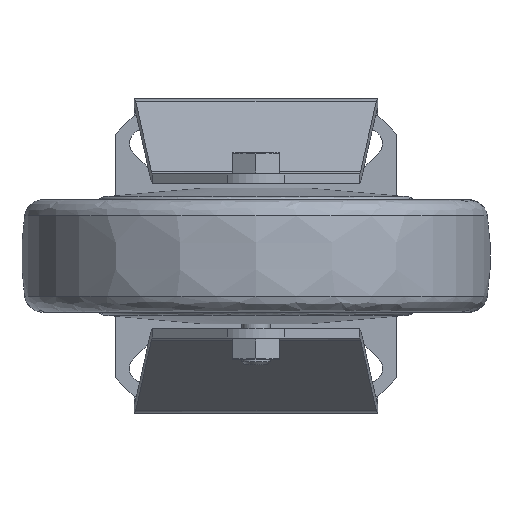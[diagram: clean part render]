
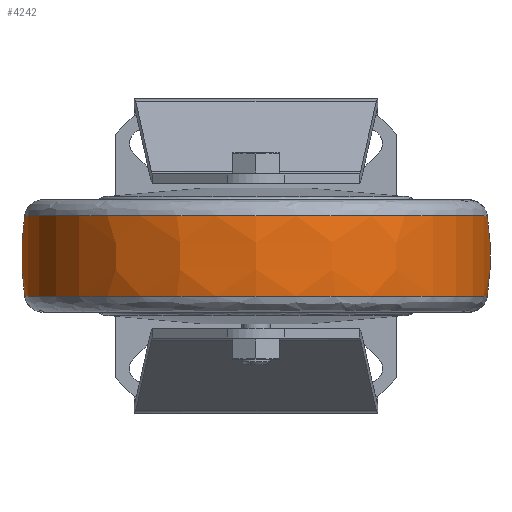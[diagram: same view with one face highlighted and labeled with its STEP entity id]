
A CAD part, front view. The second image highlights one B-rep face of the part: STEP entity #4242.
In plain terms, the highlighted free-form (B-spline) face has degree [3, 3] with [4, 4] control points.
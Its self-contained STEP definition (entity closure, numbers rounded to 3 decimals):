
#2888 = FACE_OUTER_BOUND ( 'NONE', #4255, .T. ) ;
#2895 = CARTESIAN_POINT ( 'NONE',  ( 49.363, 0., 8.591 ) ) ;
#2913 =( BOUNDED_SURFACE ( )  B_SPLINE_SURFACE ( 3, 3, ( 
 ( #2924, #2923, #2970, #2969 ),
 ( #2968, #2967, #2966, #2965 ),
 ( #2964, #2963, #2961, #2960 ),
 ( #2959, #2958, #2957, #2956 ) ),
 .UNSPECIFIED., .F., .F., .F. ) 
 B_SPLINE_SURFACE_WITH_KNOTS ( ( 4, 4 ),
 ( 4, 4 ),
 ( 0., 1. ),
 ( 0., 1. ),
 .UNSPECIFIED. ) 
 GEOMETRIC_REPRESENTATION_ITEM ( )  RATIONAL_B_SPLINE_SURFACE ( (
 ( 1., 0.333, 0.333, 1.),
 ( 0.993, 0.331, 0.331, 0.993),
 ( 0.993, 0.331, 0.331, 0.993),
 ( 1., 0.333, 0.333, 1.) ) ) 
 REPRESENTATION_ITEM ( '' )  SURFACE ( )  );
#2918 = AXIS2_PLACEMENT_3D ( 'NONE', #2928, #2926, #2925 ) ;
#2923 = CARTESIAN_POINT ( 'NONE',  ( 49.363, -98.725, -8.591 ) ) ;
#2924 = CARTESIAN_POINT ( 'NONE',  ( 49.363, 0., -8.591 ) ) ;
#2925 = DIRECTION ( 'NONE',  ( 1., 0., 0. ) ) ;
#2926 = DIRECTION ( 'NONE',  ( 0., -1., 0. ) ) ;
#2928 = CARTESIAN_POINT ( 'NONE',  ( -8.162, 0., 0. ) ) ;
#2930 = CIRCLE ( 'NONE', #2918, 58.163 ) ;
#2931 = CARTESIAN_POINT ( 'NONE',  ( -49.363, 0., 8.591 ) ) ;
#2941 = CARTESIAN_POINT ( 'NONE',  ( 49.363, 0., -8.591 ) ) ;
#2947 = CIRCLE ( 'NONE', #2995, 49.363 ) ;
#2956 = CARTESIAN_POINT ( 'NONE',  ( -49.363, 0., 8.591 ) ) ;
#2957 = CARTESIAN_POINT ( 'NONE',  ( -49.363, -98.725, 8.591 ) ) ;
#2958 = CARTESIAN_POINT ( 'NONE',  ( 49.363, -98.725, 8.591 ) ) ;
#2959 = CARTESIAN_POINT ( 'NONE',  ( 49.363, 0., 8.591 ) ) ;
#2960 = CARTESIAN_POINT ( 'NONE',  ( -50.215, 0., 2.885 ) ) ;
#2961 = CARTESIAN_POINT ( 'NONE',  ( -50.215, -100.429, 2.885 ) ) ;
#2963 = CARTESIAN_POINT ( 'NONE',  ( 50.215, -100.429, 2.885 ) ) ;
#2964 = CARTESIAN_POINT ( 'NONE',  ( 50.215, 0., 2.885 ) ) ;
#2965 = CARTESIAN_POINT ( 'NONE',  ( -50.215, 0., -2.885 ) ) ;
#2966 = CARTESIAN_POINT ( 'NONE',  ( -50.215, -100.429, -2.885 ) ) ;
#2967 = CARTESIAN_POINT ( 'NONE',  ( 50.215, -100.429, -2.885 ) ) ;
#2968 = CARTESIAN_POINT ( 'NONE',  ( 50.215, 0., -2.885 ) ) ;
#2969 = CARTESIAN_POINT ( 'NONE',  ( -49.363, 0., -8.591 ) ) ;
#2970 = CARTESIAN_POINT ( 'NONE',  ( -49.363, -98.725, -8.591 ) ) ;
#2979 = CIRCLE ( 'NONE', #4257, 58.163 ) ;
#2990 = DIRECTION ( 'NONE',  ( -1., 0., 0. ) ) ;
#2991 = DIRECTION ( 'NONE',  ( 0., 0., 1. ) ) ;
#2992 = CARTESIAN_POINT ( 'NONE',  ( 0., 0., -8.591 ) ) ;
#2995 = AXIS2_PLACEMENT_3D ( 'NONE', #2992, #2991, #2990 ) ;
#3001 = CARTESIAN_POINT ( 'NONE',  ( -49.363, 0., -8.591 ) ) ;
#3009 = DIRECTION ( 'NONE',  ( -1., 0., 0. ) ) ;
#3010 = CARTESIAN_POINT ( 'NONE',  ( 0., 0., 8.591 ) ) ;
#3014 = AXIS2_PLACEMENT_3D ( 'NONE', #3010, #3015, #3009 ) ;
#3015 = DIRECTION ( 'NONE',  ( 0., 0., -1. ) ) ;
#3020 = CIRCLE ( 'NONE', #3014, 49.363 ) ;
#4171 = DIRECTION ( 'NONE',  ( -1., 0., 0. ) ) ;
#4210 = ORIENTED_EDGE ( 'NONE', *, *, #4244, .T. ) ;
#4231 = VERTEX_POINT ( 'NONE', #2895 ) ;
#4242 = ADVANCED_FACE ( 'NONE', ( #2888 ), #2913, .T. ) ;
#4244 = EDGE_CURVE ( 'NONE', #4251, #4231, #2930, .T. ) ;
#4248 = VERTEX_POINT ( 'NONE', #2931 ) ;
#4251 = VERTEX_POINT ( 'NONE', #2941 ) ;
#4253 = VERTEX_POINT ( 'NONE', #3001 ) ;
#4255 = EDGE_LOOP ( 'NONE', ( #4278, #4210, #4279, #4275 ) ) ;
#4256 = EDGE_CURVE ( 'NONE', #4253, #4251, #2947, .T. ) ;
#4257 = AXIS2_PLACEMENT_3D ( 'NONE', #4259, #4258, #4171 ) ;
#4258 = DIRECTION ( 'NONE',  ( 0., 1., 0. ) ) ;
#4259 = CARTESIAN_POINT ( 'NONE',  ( 8.162, 0., 0. ) ) ;
#4275 = ORIENTED_EDGE ( 'NONE', *, *, #4281, .F. ) ;
#4278 = ORIENTED_EDGE ( 'NONE', *, *, #4256, .T. ) ;
#4279 = ORIENTED_EDGE ( 'NONE', *, *, #4280, .T. ) ;
#4280 = EDGE_CURVE ( 'NONE', #4231, #4248, #3020, .T. ) ;
#4281 = EDGE_CURVE ( 'NONE', #4253, #4248, #2979, .T. ) ;
